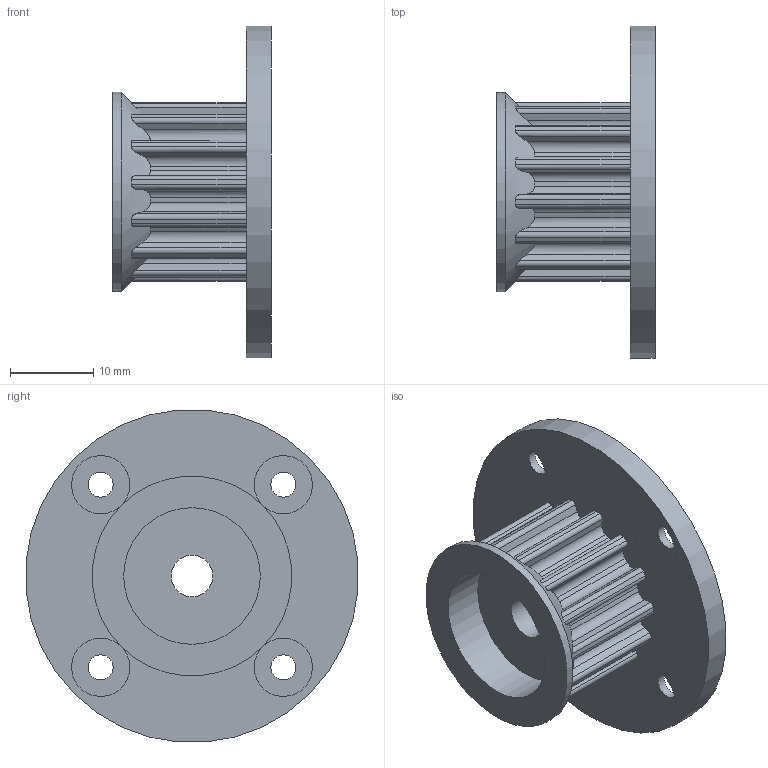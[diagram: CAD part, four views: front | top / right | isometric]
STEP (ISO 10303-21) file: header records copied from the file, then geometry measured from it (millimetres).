
FILE_DESCRIPTION(/* description */ (''),/* implementation_level */ '2;1');
FILE_NAME(/* name */ 'b190501e-338d-4046-ba41-71500cb8b240.stp',/* time_stamp */ '2020-11-27T17:25:04+00:00',/* author */ (''),/* organization */ (''),/* preprocessor_version */ 'ST-DEVELOPER v18.1',/* originating_system */ 'Autodesk Translation Framework v9.3.0.1241',/* authorisation */ '');
FILE_SCHEMA (('AUTOMOTIVE_DESIGN { 1 0 10303 214 3 1 1 }'));
Length unit declared in the file: millimetre
Products named in the file (1): pulleyMotor
Bounding box: 19 x 39.85 x 39.85 mm (x, y, z)
Volume: 7141.6 mm3; surface area: 5146.9 mm2
Topology: 1 solids, 1 shells, 129 faces, 370 edges, 245 vertices
Faces by surface type: cylinder 78, plane 46, cone 5
Full cylindrical faces by diameter (mm): 3 x4, 5 x1, 16.4 x1, 24 x1, 40 x1
Entity records: 4751 total; most frequent: CARTESIAN_POINT 1445, ORIENTED_EDGE 740, DIRECTION 637, EDGE_CURVE 370, VERTEX_POINT 245, AXIS2_PLACEMENT_3D 235, LINE 167, VECTOR 167
